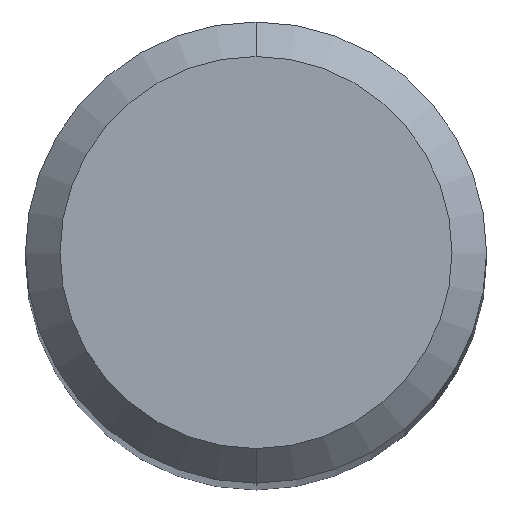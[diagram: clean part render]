
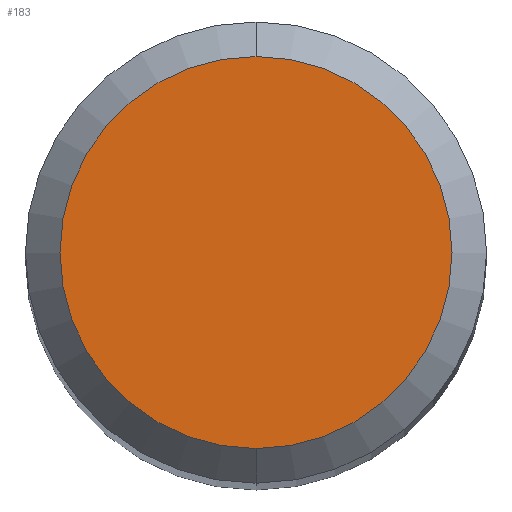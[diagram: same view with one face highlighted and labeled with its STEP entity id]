
A CAD part, top view. The second image highlights one B-rep face of the part: STEP entity #183.
In plain terms, the highlighted planar face has unit normal (0, 0, 1).
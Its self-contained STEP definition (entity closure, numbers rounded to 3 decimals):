
#109=EDGE_CURVE('',#135,#151,#262,.T.);
#135=VERTEX_POINT('',#292);
#151=VERTEX_POINT('',#309);
#179=EDGE_CURVE('',#151,#135,#340,.T.);
#183=ADVANCED_FACE('',(#345),#346,.T.);
#262=CIRCLE('',#425,1.7);
#292=CARTESIAN_POINT('',(0.,-1.7,0.0));
#309=CARTESIAN_POINT('',(0.0,1.7,0.0));
#340=CIRCLE('',#529,1.7);
#345=FACE_OUTER_BOUND('',#534,.T.);
#346=PLANE('',#535);
#425=AXIS2_PLACEMENT_3D('',#621,#622,#623);
#529=AXIS2_PLACEMENT_3D('',#717,#718,#719);
#534=EDGE_LOOP('',(#729,#730));
#535=AXIS2_PLACEMENT_3D('',#731,#732,#733);
#621=CARTESIAN_POINT('',(0.0,0.0,0.0));
#622=DIRECTION('',(0.0,0.0,-1.0));
#623=DIRECTION('',(0.0,1.0,0.0));
#717=CARTESIAN_POINT('',(0.0,0.0,0.0));
#718=DIRECTION('',(0.0,0.0,-1.0));
#719=DIRECTION('',(0.0,1.0,0.0));
#729=ORIENTED_EDGE('',*,*,#179,.F.);
#730=ORIENTED_EDGE('',*,*,#109,.F.);
#731=CARTESIAN_POINT('',(0.0,0.85,0.0));
#732=DIRECTION('',(-0.0,0.0,1.0));
#733=DIRECTION('',(0.0,-1.0,0.0));
